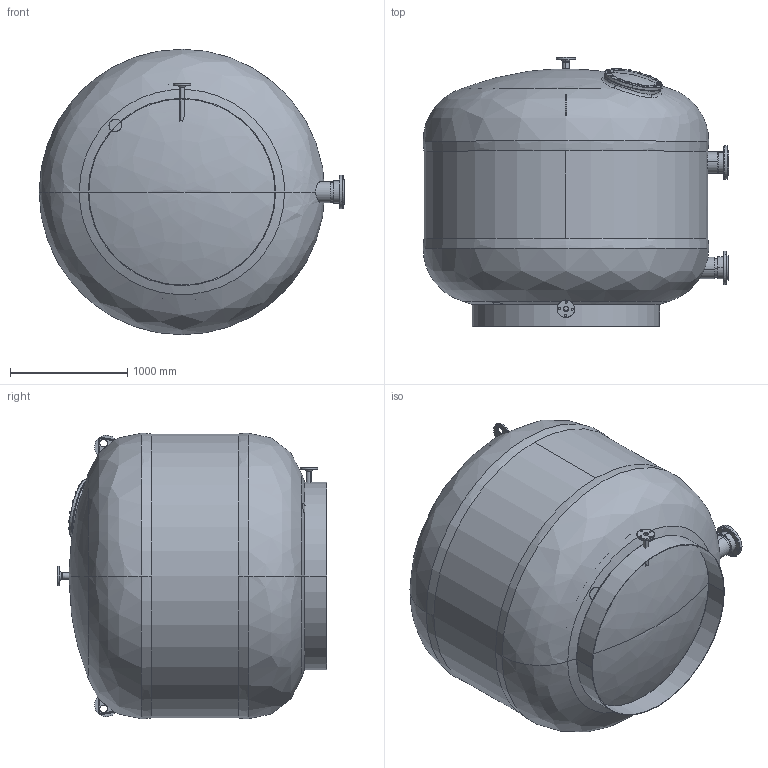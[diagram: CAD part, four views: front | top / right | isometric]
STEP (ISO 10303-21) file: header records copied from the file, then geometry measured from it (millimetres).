
FILE_DESCRIPTION (( 'STEP AP214' ), '1' );
FILE_NAME ('Adriatic S240_sb1000.STEP', '2020-11-05T13:42:23', ( '' ), ( '' ), 'SwSTEP 2.0', 'SolidWorks 2019', '' );
FILE_SCHEMA (( 'AUTOMOTIVE_DESIGN' ));
Length unit declared in the file: millimetre
Products named in the file (1): Adriatic S240_sb1000
Bounding box: 2611.8 x 2299.34 x 2439.61 mm (x, y, z)
Volume: 186696415.5 mm3; surface area: 44798666.6 mm2
Topology: 50 solids, 52 shells, 950 faces, 2283 edges, 1461 vertices
Faces by surface type: cylinder 368, plane 255, cone 211, bspline 116
Entity records: 56753 total; most frequent: CARTESIAN_POINT 24190, ORIENTED_EDGE 4486, DIRECTION 4391, EDGE_CURVE 2243, AXIS2_PLACEMENT_3D 1850, VERTEX_POINT 1461, EDGE_LOOP 1168, CIRCLE 1015
